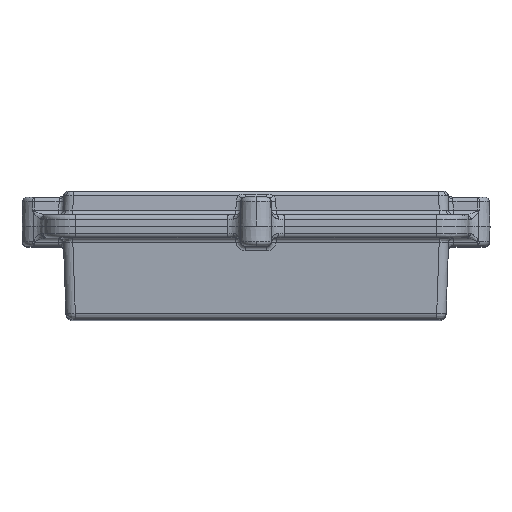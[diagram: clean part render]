
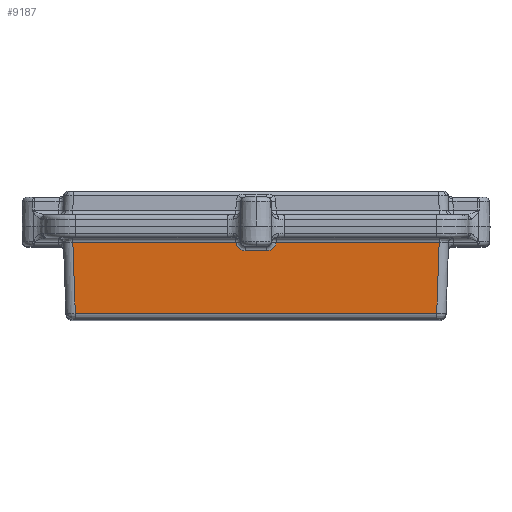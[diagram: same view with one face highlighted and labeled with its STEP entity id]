
A CAD part, top view. The second image highlights one B-rep face of the part: STEP entity #9187.
In plain terms, the highlighted planar face has unit normal (0, -0.035, 0.999).
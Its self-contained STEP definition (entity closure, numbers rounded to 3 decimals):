
#398 = CARTESIAN_POINT ( 'NONE',  ( 77.207, 2.895, 121.204 ) ) ;
#9119 = VERTEX_POINT ( 'NONE', #50515 ) ;
#9120 = EDGE_CURVE ( 'NONE', #9185, #9183, #50507, .T. ) ;
#9177 = EDGE_CURVE ( 'NONE', #9203, #11851, #50579, .T. ) ;
#9178 = EDGE_CURVE ( 'NONE', #9186, #9190, #50615, .T. ) ;
#9179 = ORIENTED_EDGE ( 'NONE', *, *, #9178, .T. ) ;
#9180 = EDGE_CURVE ( 'NONE', #9190, #9203, #50610, .T. ) ;
#9181 = ORIENTED_EDGE ( 'NONE', *, *, #9180, .T. ) ;
#9182 = ORIENTED_EDGE ( 'NONE', *, *, #9177, .T. ) ;
#9183 = VERTEX_POINT ( 'NONE', #50616 ) ;
#9185 = VERTEX_POINT ( 'NONE', #50605 ) ;
#9186 = VERTEX_POINT ( 'NONE', #50603 ) ;
#9187 = ADVANCED_FACE ( 'NONE', ( #50602 ), #50567, .T. ) ;
#9188 = ORIENTED_EDGE ( 'NONE', *, *, #9120, .T. ) ;
#9189 = ORIENTED_EDGE ( 'NONE', *, *, #9191, .T. ) ;
#9190 = VERTEX_POINT ( 'NONE', #50598 ) ;
#9191 = EDGE_CURVE ( 'NONE', #9200, #9185, #50623, .T. ) ;
#9192 = ORIENTED_EDGE ( 'NONE', *, *, #9193, .T. ) ;
#9193 = EDGE_CURVE ( 'NONE', #9119, #9186, #50604, .T. ) ;
#9194 = EDGE_CURVE ( 'NONE', #9183, #9119, #50645, .T. ) ;
#9195 = ORIENTED_EDGE ( 'NONE', *, *, #9194, .T. ) ;
#9198 = EDGE_LOOP ( 'NONE', ( #9189, #9188, #9195, #9192, #9179, #9181, #9182, #9242 ) ) ;
#9200 = VERTEX_POINT ( 'NONE', #50637 ) ;
#9203 = VERTEX_POINT ( 'NONE', #50636 ) ;
#9242 = ORIENTED_EDGE ( 'NONE', *, *, #9244, .T. ) ;
#9244 = EDGE_CURVE ( 'NONE', #11851, #9200, #50713, .T. ) ;
#11851 = VERTEX_POINT ( 'NONE', #398 ) ;
#50502 = CARTESIAN_POINT ( 'NONE',  ( 4.618, 29.57, 122.136 ) ) ;
#50503 = CARTESIAN_POINT ( 'NONE',  ( 6.735, 29.57, 122.136 ) ) ;
#50504 = CARTESIAN_POINT ( 'NONE',  ( 8.322, 30.97, 122.185 ) ) ;
#50505 = CARTESIAN_POINT ( 'NONE',  ( 8.587, 33.07, 122.258 ) ) ;
#50507 =( BOUNDED_CURVE ( )  B_SPLINE_CURVE ( 3, ( #50505, #50504, #50503, #50502 ),
 .UNSPECIFIED., .F., .F. ) 
 B_SPLINE_CURVE_WITH_KNOTS ( ( 4, 4 ),
 ( 4.838, 6.283 ),
 .UNSPECIFIED. ) 
 CURVE ( )  GEOMETRIC_REPRESENTATION_ITEM ( )  RATIONAL_B_SPLINE_CURVE ( ( 1., 0.833, 0.833, 1. ) ) 
 REPRESENTATION_ITEM ( '' )  );
#50515 = CARTESIAN_POINT ( 'NONE',  ( -4.618, 29.57, 122.136 ) ) ;
#50567 = PLANE ( 'NONE',  #50611 ) ;
#50578 = CARTESIAN_POINT ( 'NONE',  ( -82.5, 2.895, 121.204 ) ) ;
#50579 = LINE ( 'NONE', #50578, #50618 ) ;
#50598 = CARTESIAN_POINT ( 'NONE',  ( -78.26, 33.07, 122.258 ) ) ;
#50599 = DIRECTION ( 'NONE',  ( 0., -0.999, -0.035 ) ) ;
#50600 = DIRECTION ( 'NONE',  ( 0., -0.035, 0.999 ) ) ;
#50601 = CARTESIAN_POINT ( 'NONE',  ( -82.5, 40., 122.5 ) ) ;
#50602 = FACE_OUTER_BOUND ( 'NONE', #9198, .T. ) ;
#50603 = CARTESIAN_POINT ( 'NONE',  ( -8.587, 33.07, 122.258 ) ) ;
#50604 =( BOUNDED_CURVE ( )  B_SPLINE_CURVE ( 3, ( #50644, #50643, #50642, #50641 ),
 .UNSPECIFIED., .F., .F. ) 
 B_SPLINE_CURVE_WITH_KNOTS ( ( 4, 4 ),
 ( 3.142, 4.587 ),
 .UNSPECIFIED. ) 
 CURVE ( )  GEOMETRIC_REPRESENTATION_ITEM ( )  RATIONAL_B_SPLINE_CURVE ( ( 1., 0.833, 0.833, 1. ) ) 
 REPRESENTATION_ITEM ( '' )  );
#50605 = CARTESIAN_POINT ( 'NONE',  ( 8.587, 33.07, 122.258 ) ) ;
#50606 = DIRECTION ( 'NONE',  ( 0.035, -0.999, -0.035 ) ) ;
#50607 = VECTOR ( 'NONE', #50606, 1000. ) ;
#50609 = CARTESIAN_POINT ( 'NONE',  ( -78.507, 40.139, 122.505 ) ) ;
#50610 = LINE ( 'NONE', #50609, #50607 ) ;
#50611 = AXIS2_PLACEMENT_3D ( 'NONE', #50601, #50600, #50599 ) ;
#50612 = DIRECTION ( 'NONE',  ( -1., 0., 0. ) ) ;
#50613 = VECTOR ( 'NONE', #50612, 1000. ) ;
#50614 = CARTESIAN_POINT ( 'NONE',  ( -78.328, 33.07, 122.258 ) ) ;
#50615 = LINE ( 'NONE', #50614, #50613 ) ;
#50616 = CARTESIAN_POINT ( 'NONE',  ( 4.618, 29.57, 122.136 ) ) ;
#50617 = DIRECTION ( 'NONE',  ( 1., 0., 0. ) ) ;
#50618 = VECTOR ( 'NONE', #50617, 1000. ) ;
#50623 = LINE ( 'NONE', #50653, #50652 ) ;
#50636 = CARTESIAN_POINT ( 'NONE',  ( -77.207, 2.895, 121.204 ) ) ;
#50637 = CARTESIAN_POINT ( 'NONE',  ( 78.26, 33.07, 122.258 ) ) ;
#50638 = DIRECTION ( 'NONE',  ( -1., 0., 0. ) ) ;
#50641 = CARTESIAN_POINT ( 'NONE',  ( -8.587, 33.07, 122.258 ) ) ;
#50642 = CARTESIAN_POINT ( 'NONE',  ( -8.322, 30.97, 122.185 ) ) ;
#50643 = CARTESIAN_POINT ( 'NONE',  ( -6.735, 29.57, 122.136 ) ) ;
#50644 = CARTESIAN_POINT ( 'NONE',  ( -4.618, 29.57, 122.136 ) ) ;
#50645 = LINE ( 'NONE', #50647, #50646 ) ;
#50646 = VECTOR ( 'NONE', #50638, 1000. ) ;
#50647 = CARTESIAN_POINT ( 'NONE',  ( -4.618, 29.57, 122.136 ) ) ;
#50651 = DIRECTION ( 'NONE',  ( -1., 0., 0. ) ) ;
#50652 = VECTOR ( 'NONE', #50651, 1000. ) ;
#50653 = CARTESIAN_POINT ( 'NONE',  ( 6.655, 33.07, 122.258 ) ) ;
#50713 = LINE ( 'NONE', #50757, #50756 ) ;
#50755 = DIRECTION ( 'NONE',  ( 0.035, 0.999, 0.035 ) ) ;
#50756 = VECTOR ( 'NONE', #50755, 1000. ) ;
#50757 = CARTESIAN_POINT ( 'NONE',  ( 78.307, 34.391, 122.304 ) ) ;
